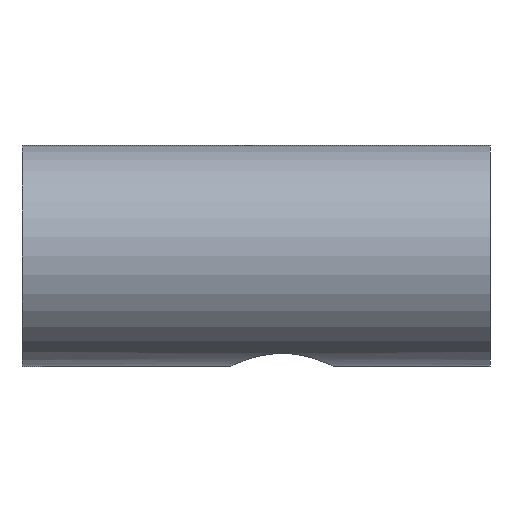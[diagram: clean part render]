
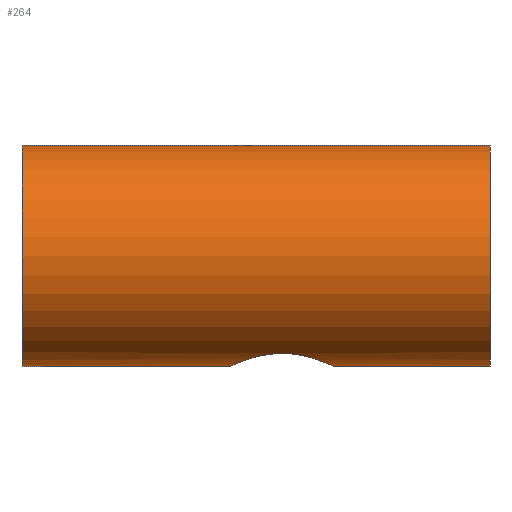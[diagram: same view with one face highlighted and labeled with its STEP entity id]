
A CAD part, left-side view. The second image highlights one B-rep face of the part: STEP entity #264.
In plain terms, the highlighted cylindrical face has radius 4.318 mm (diameter 8.636 mm), a partial arc.
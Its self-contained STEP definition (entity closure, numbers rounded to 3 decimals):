
#13 = ORIENTED_EDGE ( 'NONE', *, *, #281, .F. ) ;
#19 = CARTESIAN_POINT ( 'NONE',  ( -0.534, 6.163, -4.287 ) ) ;
#24 = CARTESIAN_POINT ( 'NONE',  ( 0., 0., 4.318 ) ) ;
#28 = CARTESIAN_POINT ( 'NONE',  ( -1.026, 9.887, -4.196 ) ) ;
#33 = CARTESIAN_POINT ( 'NONE',  ( -0.136, 10.16, -4.318 ) ) ;
#46 = CARTESIAN_POINT ( 'NONE',  ( 0., 0., 0. ) ) ;
#50 = VERTEX_POINT ( 'NONE', #128 ) ;
#54 = CARTESIAN_POINT ( 'NONE',  ( 0., 0., 4.318 ) ) ;
#65 = CARTESIAN_POINT ( 'NONE',  ( -2.032, 8.128, -3.81 ) ) ;
#66 = AXIS2_PLACEMENT_3D ( 'NONE', #434, #441, #153 ) ;
#68 = CARTESIAN_POINT ( 'NONE',  ( 0., 0., -4.318 ) ) ;
#71 = CARTESIAN_POINT ( 'NONE',  ( -0.535, 10.093, -4.287 ) ) ;
#77 = CARTESIAN_POINT ( 'NONE',  ( -0.908, 9.951, -4.223 ) ) ;
#80 = CARTESIAN_POINT ( 'NONE',  ( -1.824, 9.034, -3.914 ) ) ;
#88 = DIRECTION ( 'NONE',  ( 0., -1., 0. ) ) ;
#113 = CARTESIAN_POINT ( 'NONE',  ( -0.134, 6.096, -4.318 ) ) ;
#118 = CARTESIAN_POINT ( 'NONE',  ( -1.76, 9.152, -3.944 ) ) ;
#122 = CARTESIAN_POINT ( 'NONE',  ( 0., 18.288, -4.318 ) ) ;
#128 = CARTESIAN_POINT ( 'NONE',  ( 0., 6.096, -4.318 ) ) ;
#147 = CARTESIAN_POINT ( 'NONE',  ( -2.032, 7.994, -3.81 ) ) ;
#153 = DIRECTION ( 'NONE',  ( 0., 0., -1. ) ) ;
#163 = VECTOR ( 'NONE', #472, 1000. ) ;
#178 = DIRECTION ( 'NONE',  ( 0., 0., -1. ) ) ;
#206 = LINE ( 'NONE', #68, #367 ) ;
#211 = EDGE_CURVE ( 'NONE', #238, #464, #403, .T. ) ;
#212 = CARTESIAN_POINT ( 'NONE',  ( 0., 10.16, -4.318 ) ) ;
#214 = CARTESIAN_POINT ( 'NONE',  ( -1.965, 8.662, -3.845 ) ) ;
#219 = DIRECTION ( 'NONE',  ( 0., -1., 0. ) ) ;
#220 = CARTESIAN_POINT ( 'NONE',  ( -1.531, 9.471, -4.039 ) ) ;
#231 = B_SPLINE_CURVE_WITH_KNOTS ( 'NONE', 3,
 ( #310, #582, #530, #214, #578, #80, #118, #266, #220, #532, #452, #28, #77, #484, #71, #443, #33, #212 ),
 .UNSPECIFIED., .F., .F.,
 ( 4, 2, 2, 2, 2, 2, 2, 2, 4 ),
 ( 0.01, 0.01, 0.01, 0.011, 0.011, 0.012, 0.012, 0.012, 0.013 ),
 .UNSPECIFIED. ) ;
#232 = DIRECTION ( 'NONE',  ( 0., 0., -1. ) ) ;
#236 = ORIENTED_EDGE ( 'NONE', *, *, #508, .F. ) ;
#238 = VERTEX_POINT ( 'NONE', #122 ) ;
#242 = CARTESIAN_POINT ( 'NONE',  ( -1.824, 7.223, -3.914 ) ) ;
#248 = CARTESIAN_POINT ( 'NONE',  ( -2.018, 7.858, -3.817 ) ) ;
#251 = DIRECTION ( 'NONE',  ( 0., -1., 0. ) ) ;
#253 = CARTESIAN_POINT ( 'NONE',  ( -1.614, 6.887, -4.006 ) ) ;
#264 = ADVANCED_FACE ( 'NONE', ( #540 ), #273, .T. ) ;
#266 = CARTESIAN_POINT ( 'NONE',  ( -1.614, 9.37, -4.006 ) ) ;
#269 = CIRCLE ( 'NONE', #445, 4.318 ) ;
#273 = CYLINDRICAL_SURFACE ( 'NONE', #301, 4.318 ) ;
#281 = EDGE_CURVE ( 'NONE', #372, #389, #269, .T. ) ;
#290 = CARTESIAN_POINT ( 'NONE',  ( -1.254, 6.508, -4.137 ) ) ;
#294 = CARTESIAN_POINT ( 'NONE',  ( 0., 10.16, -4.318 ) ) ;
#295 = CARTESIAN_POINT ( 'NONE',  ( -1.033, 6.357, -4.2 ) ) ;
#301 = AXIS2_PLACEMENT_3D ( 'NONE', #46, #458, #178 ) ;
#310 = CARTESIAN_POINT ( 'NONE',  ( -2.032, 8.128, -3.81 ) ) ;
#327 = ORIENTED_EDGE ( 'NONE', *, *, #569, .T. ) ;
#338 = ORIENTED_EDGE ( 'NONE', *, *, #211, .T. ) ;
#342 = CARTESIAN_POINT ( 'NONE',  ( -1.965, 7.594, -3.845 ) ) ;
#349 = CARTESIAN_POINT ( 'NONE',  ( -1.926, 7.467, -3.865 ) ) ;
#351 = CARTESIAN_POINT ( 'NONE',  ( -1.532, 6.786, -4.038 ) ) ;
#352 = CARTESIAN_POINT ( 'NONE',  ( 0., 18.288, 4.318 ) ) ;
#357 = EDGE_CURVE ( 'NONE', #386, #238, #499, .T. ) ;
#367 = VECTOR ( 'NONE', #251, 1000. ) ;
#369 = B_SPLINE_CURVE_WITH_KNOTS ( 'NONE', 3,
 ( #559, #113, #384, #19, #482, #295, #290, #351, #253, #527, #242, #349, #342, #248, #147, #65 ),
 .UNSPECIFIED., .F., .F.,
 ( 4, 2, 2, 2, 2, 2, 2, 4 ),
 ( 0.006, 0.007, 0.007, 0.008, 0.008, 0.009, 0.009, 0.01 ),
 .UNSPECIFIED. ) ;
#372 = VERTEX_POINT ( 'NONE', #24 ) ;
#384 = CARTESIAN_POINT ( 'NONE',  ( -0.271, 6.11, -4.312 ) ) ;
#386 = VERTEX_POINT ( 'NONE', #352 ) ;
#389 = VERTEX_POINT ( 'NONE', #528 ) ;
#403 = LINE ( 'NONE', #534, #417 ) ;
#417 = VECTOR ( 'NONE', #219, 1000. ) ;
#434 = CARTESIAN_POINT ( 'NONE',  ( 0., 18.288, 0. ) ) ;
#441 = DIRECTION ( 'NONE',  ( 0., -1., 0. ) ) ;
#443 = CARTESIAN_POINT ( 'NONE',  ( -0.273, 10.146, -4.311 ) ) ;
#445 = AXIS2_PLACEMENT_3D ( 'NONE', #502, #88, #232 ) ;
#452 = CARTESIAN_POINT ( 'NONE',  ( -1.243, 9.741, -4.137 ) ) ;
#458 = DIRECTION ( 'NONE',  ( 0., -1., 0. ) ) ;
#464 = VERTEX_POINT ( 'NONE', #294 ) ;
#472 = DIRECTION ( 'NONE',  ( 0., -1., 0. ) ) ;
#474 = ORIENTED_EDGE ( 'NONE', *, *, #357, .T. ) ;
#475 = VERTEX_POINT ( 'NONE', #513 ) ;
#482 = CARTESIAN_POINT ( 'NONE',  ( -0.662, 6.202, -4.269 ) ) ;
#484 = CARTESIAN_POINT ( 'NONE',  ( -0.662, 10.054, -4.269 ) ) ;
#499 = CIRCLE ( 'NONE', #66, 4.318 ) ;
#502 = CARTESIAN_POINT ( 'NONE',  ( 0., 0., 0. ) ) ;
#508 = EDGE_CURVE ( 'NONE', #475, #464, #231, .T. ) ;
#513 = CARTESIAN_POINT ( 'NONE',  ( -2.032, 8.128, -3.81 ) ) ;
#514 = LINE ( 'NONE', #54, #163 ) ;
#517 = EDGE_LOOP ( 'NONE', ( #555, #474, #338, #236, #548, #327, #13 ) ) ;
#527 = CARTESIAN_POINT ( 'NONE',  ( -1.761, 7.105, -3.944 ) ) ;
#528 = CARTESIAN_POINT ( 'NONE',  ( 0., 0., -4.318 ) ) ;
#530 = CARTESIAN_POINT ( 'NONE',  ( -2.019, 8.397, -3.817 ) ) ;
#532 = CARTESIAN_POINT ( 'NONE',  ( -1.344, 9.658, -4.105 ) ) ;
#534 = CARTESIAN_POINT ( 'NONE',  ( 0., 0., -4.318 ) ) ;
#540 = FACE_OUTER_BOUND ( 'NONE', #517, .T. ) ;
#548 = ORIENTED_EDGE ( 'NONE', *, *, #558, .F. ) ;
#555 = ORIENTED_EDGE ( 'NONE', *, *, #588, .F. ) ;
#558 = EDGE_CURVE ( 'NONE', #50, #475, #369, .T. ) ;
#559 = CARTESIAN_POINT ( 'NONE',  ( 0., 6.096, -4.318 ) ) ;
#569 = EDGE_CURVE ( 'NONE', #50, #389, #206, .T. ) ;
#578 = CARTESIAN_POINT ( 'NONE',  ( -1.926, 8.789, -3.865 ) ) ;
#582 = CARTESIAN_POINT ( 'NONE',  ( -2.032, 8.262, -3.81 ) ) ;
#588 = EDGE_CURVE ( 'NONE', #386, #372, #514, .T. ) ;
